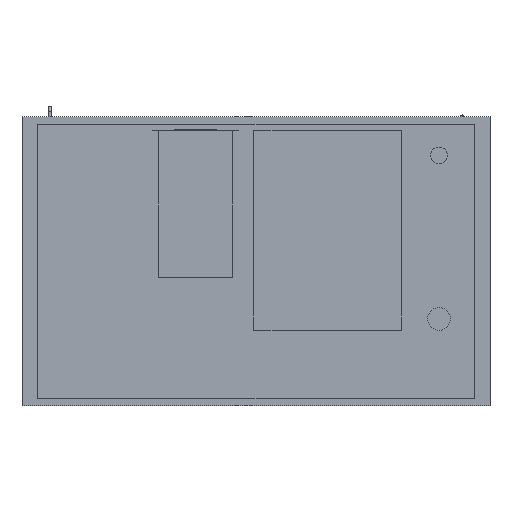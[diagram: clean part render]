
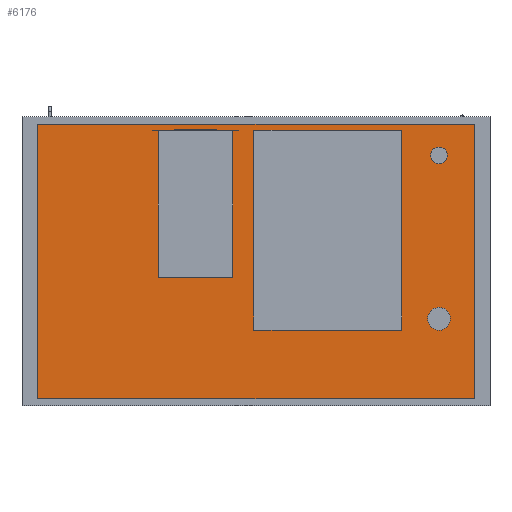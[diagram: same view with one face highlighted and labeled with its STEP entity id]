
A CAD part, front view. The second image highlights one B-rep face of the part: STEP entity #6176.
In plain terms, the highlighted planar face has unit normal (0, -1, 0).
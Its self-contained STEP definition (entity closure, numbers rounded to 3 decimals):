
#100=FACE_BOUND('',#817,.T.);
#101=FACE_BOUND('',#818,.T.);
#120=PLANE('',#6625);
#433=FACE_OUTER_BOUND('',#816,.T.);
#816=EDGE_LOOP('',(#4367,#4368,#4369,#4370));
#817=EDGE_LOOP('',(#4371));
#818=EDGE_LOOP('',(#4372));
#1206=LINE('',#8981,#1951);
#1210=LINE('',#8989,#1955);
#1213=LINE('',#8995,#1958);
#1216=LINE('',#9000,#1961);
#1951=VECTOR('',#7179,10.);
#1955=VECTOR('',#7185,10.);
#1958=VECTOR('',#7190,10.);
#1961=VECTOR('',#7195,10.);
#2683=CIRCLE('',#6609,20.);
#2685=CIRCLE('',#6613,27.5);
#2829=VERTEX_POINT('',#8942);
#2831=VERTEX_POINT('',#8949);
#2840=VERTEX_POINT('',#8979);
#2841=VERTEX_POINT('',#8980);
#2844=VERTEX_POINT('',#8988);
#2846=VERTEX_POINT('',#8994);
#3424=EDGE_CURVE('',#2829,#2829,#2683,.T.);
#3427=EDGE_CURVE('',#2831,#2831,#2685,.T.);
#3440=EDGE_CURVE('',#2840,#2841,#1206,.T.);
#3444=EDGE_CURVE('',#2844,#2840,#1210,.T.);
#3447=EDGE_CURVE('',#2846,#2844,#1213,.T.);
#3450=EDGE_CURVE('',#2841,#2846,#1216,.T.);
#4367=ORIENTED_EDGE('',*,*,#3450,.F.);
#4368=ORIENTED_EDGE('',*,*,#3440,.F.);
#4369=ORIENTED_EDGE('',*,*,#3444,.F.);
#4370=ORIENTED_EDGE('',*,*,#3447,.F.);
#4371=ORIENTED_EDGE('',*,*,#3424,.T.);
#4372=ORIENTED_EDGE('',*,*,#3427,.T.);
#6176=ADVANCED_FACE('',(#433,#100,#101),#120,.F.);
#6609=AXIS2_PLACEMENT_3D('',#8944,#7142,#7143);
#6613=AXIS2_PLACEMENT_3D('',#8951,#7151,#7152);
#6625=AXIS2_PLACEMENT_3D('',#9003,#7199,#7200);
#7142=DIRECTION('center_axis',(0.,1.,0.));
#7143=DIRECTION('ref_axis',(1.,0.,0.));
#7151=DIRECTION('center_axis',(0.,1.,0.));
#7152=DIRECTION('ref_axis',(1.,0.,0.));
#7179=DIRECTION('',(0.,0.,1.));
#7185=DIRECTION('',(-1.,0.,0.));
#7190=DIRECTION('',(0.,0.,-1.));
#7195=DIRECTION('',(1.,0.,0.));
#7199=DIRECTION('center_axis',(0.,1.,0.));
#7200=DIRECTION('ref_axis',(0.,0.,1.));
#8942=CARTESIAN_POINT('',(420.,0.,255.));
#8944=CARTESIAN_POINT('Origin',(440.,0.,255.));
#8949=CARTESIAN_POINT('',(412.5,0.,-138.));
#8951=CARTESIAN_POINT('Origin',(440.,0.,-138.));
#8979=CARTESIAN_POINT('',(-525.,0.,-330.));
#8980=CARTESIAN_POINT('',(-525.,0.,330.));
#8981=CARTESIAN_POINT('',(-525.,0.,-330.));
#8988=CARTESIAN_POINT('',(525.,0.,-330.));
#8989=CARTESIAN_POINT('',(525.,0.,-330.));
#8994=CARTESIAN_POINT('',(525.,0.,330.));
#8995=CARTESIAN_POINT('',(525.,0.,330.));
#9000=CARTESIAN_POINT('',(-525.,0.,330.));
#9003=CARTESIAN_POINT('Origin',(0.,0.,0.));
